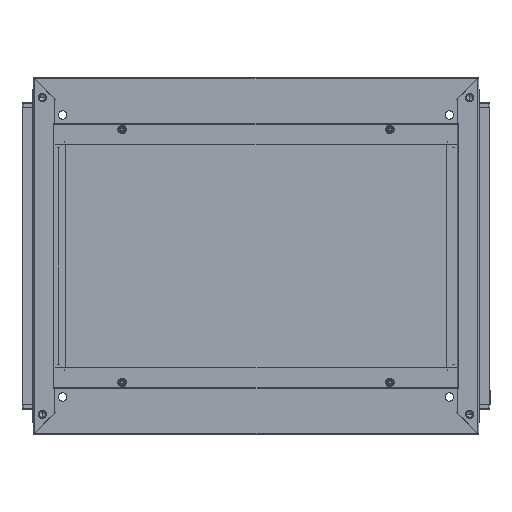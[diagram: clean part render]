
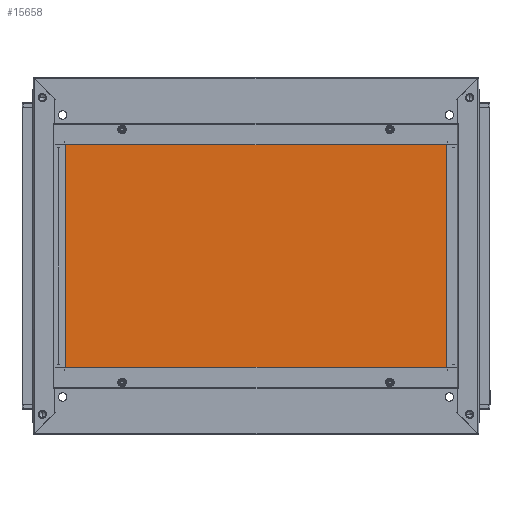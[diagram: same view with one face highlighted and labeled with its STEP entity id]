
A CAD part, top view. The second image highlights one B-rep face of the part: STEP entity #15658.
In plain terms, the highlighted planar face has unit normal (0, 0, 1).
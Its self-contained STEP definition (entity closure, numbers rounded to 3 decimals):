
#11986 = FACE_OUTER_BOUND ( 'NONE', #38488, .T. ) ;
#15658 = ADVANCED_FACE ( 'NONE', ( #11986 ), #43538, .T. ) ;
#23115 = AXIS2_PLACEMENT_3D ( 'NONE', #43533, #43543, #43544 ) ;
#28223 = VERTEX_POINT ( 'NONE', #33297 ) ;
#28225 = VERTEX_POINT ( 'NONE', #33302 ) ;
#28228 = VERTEX_POINT ( 'NONE', #33305 ) ;
#28230 = VERTEX_POINT ( 'NONE', #33315 ) ;
#33297 = CARTESIAN_POINT ( 'NONE',  ( -200., 340., 0. ) ) ;
#33302 = CARTESIAN_POINT ( 'NONE',  ( -200., -340., 0. ) ) ;
#33305 = CARTESIAN_POINT ( 'NONE',  ( 200., 340., 0. ) ) ;
#33315 = CARTESIAN_POINT ( 'NONE',  ( 200., -340., 0. ) ) ;
#38059 = EDGE_CURVE ( 'NONE', #28223, #28225, #61320, .T. ) ;
#38083 = EDGE_CURVE ( 'NONE', #28228, #28223, #63142, .T. ) ;
#38086 = EDGE_CURVE ( 'NONE', #28230, #28228, #63147, .T. ) ;
#38089 = EDGE_CURVE ( 'NONE', #28225, #28230, #63130, .T. ) ;
#38488 = EDGE_LOOP ( 'NONE', ( #41433, #41431, #41429, #41427 ) ) ;
#41427 = ORIENTED_EDGE ( 'NONE', *, *, #38083, .T. ) ;
#41429 = ORIENTED_EDGE ( 'NONE', *, *, #38086, .T. ) ;
#41431 = ORIENTED_EDGE ( 'NONE', *, *, #38089, .T. ) ;
#41433 = ORIENTED_EDGE ( 'NONE', *, *, #38059, .T. ) ;
#43533 = CARTESIAN_POINT ( 'NONE',  ( -200., -340., 0. ) ) ;
#43538 = PLANE ( 'NONE',  #23115 ) ;
#43543 = DIRECTION ( 'NONE',  ( 0., 0., 1. ) ) ;
#43544 = DIRECTION ( 'NONE',  ( 1., 0., 0. ) ) ;
#61320 = LINE ( 'NONE', #61774, #63097 ) ;
#61774 = CARTESIAN_POINT ( 'NONE',  ( -200., 340., 0. ) ) ;
#61775 = DIRECTION ( 'NONE',  ( 0., -1., 0. ) ) ;
#61826 = CARTESIAN_POINT ( 'NONE',  ( -200., 340., 0. ) ) ;
#61827 = DIRECTION ( 'NONE',  ( -1., 0., 0. ) ) ;
#61833 = CARTESIAN_POINT ( 'NONE',  ( 200., 340., 0. ) ) ;
#61834 = DIRECTION ( 'NONE',  ( 0., 1., 0. ) ) ;
#61837 = CARTESIAN_POINT ( 'NONE',  ( -200., -340., 0. ) ) ;
#61840 = DIRECTION ( 'NONE',  ( 1., 0., 0. ) ) ;
#63097 = VECTOR ( 'NONE', #61775, 1000. ) ;
#63130 = LINE ( 'NONE', #61837, #63152 ) ;
#63142 = LINE ( 'NONE', #61826, #63143 ) ;
#63143 = VECTOR ( 'NONE', #61827, 1000. ) ;
#63147 = LINE ( 'NONE', #61833, #63148 ) ;
#63148 = VECTOR ( 'NONE', #61834, 1000. ) ;
#63152 = VECTOR ( 'NONE', #61840, 1000. ) ;
